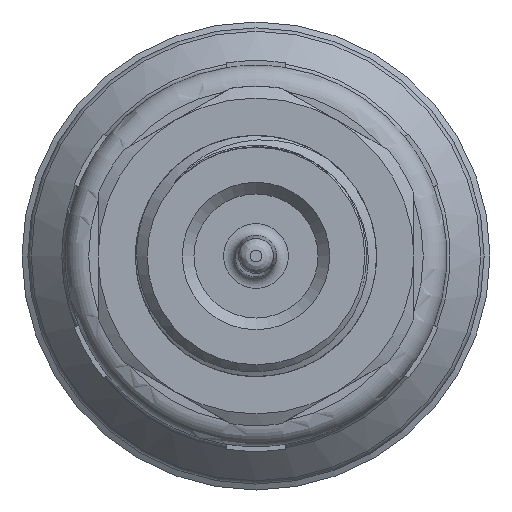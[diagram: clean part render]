
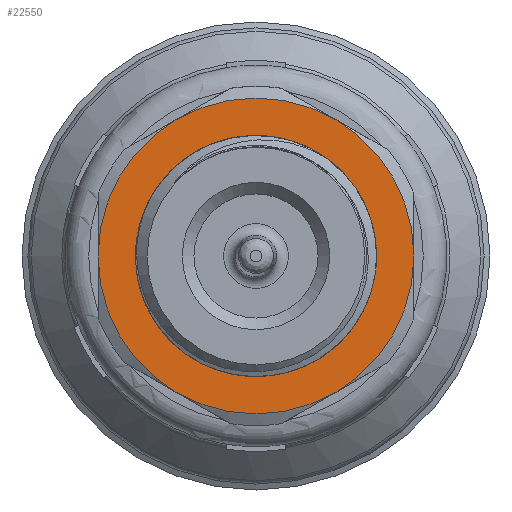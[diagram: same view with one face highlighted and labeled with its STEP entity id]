
A CAD part, front view. The second image highlights one B-rep face of the part: STEP entity #22550.
In plain terms, the highlighted planar face has unit normal (0, -1, 0).
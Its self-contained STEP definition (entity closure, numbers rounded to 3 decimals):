
#581=FACE_BOUND('',#2607,.T.);
#649=PLANE('',#24131);
#1225=FACE_OUTER_BOUND('',#2606,.T.);
#2606=EDGE_LOOP('',(#15082,#15083,#15084,#15085,#15086,#15087));
#2607=EDGE_LOOP('',(#15088));
#5079=CIRCLE('',#24127,9.6);
#5083=CIRCLE('',#24132,13.5);
#5084=CIRCLE('',#24133,13.5);
#5085=CIRCLE('',#24134,13.5);
#5086=CIRCLE('',#24135,13.5);
#5087=CIRCLE('',#24136,13.5);
#5088=CIRCLE('',#24137,13.5);
#9238=VERTEX_POINT('',#31997);
#9241=VERTEX_POINT('',#32005);
#9242=VERTEX_POINT('',#32006);
#9243=VERTEX_POINT('',#32008);
#9244=VERTEX_POINT('',#32010);
#9245=VERTEX_POINT('',#32012);
#9246=VERTEX_POINT('',#32014);
#11504=EDGE_CURVE('',#9238,#9238,#5079,.T.);
#11508=EDGE_CURVE('',#9241,#9242,#5083,.T.);
#11509=EDGE_CURVE('',#9242,#9243,#5084,.T.);
#11510=EDGE_CURVE('',#9243,#9244,#5085,.T.);
#11511=EDGE_CURVE('',#9244,#9245,#5086,.T.);
#11512=EDGE_CURVE('',#9245,#9246,#5087,.T.);
#11513=EDGE_CURVE('',#9246,#9241,#5088,.T.);
#15082=ORIENTED_EDGE('',*,*,#11508,.T.);
#15083=ORIENTED_EDGE('',*,*,#11509,.T.);
#15084=ORIENTED_EDGE('',*,*,#11510,.T.);
#15085=ORIENTED_EDGE('',*,*,#11511,.T.);
#15086=ORIENTED_EDGE('',*,*,#11512,.T.);
#15087=ORIENTED_EDGE('',*,*,#11513,.T.);
#15088=ORIENTED_EDGE('',*,*,#11504,.F.);
#22550=ADVANCED_FACE('',(#1225,#581),#649,.T.);
#24127=AXIS2_PLACEMENT_3D('',#31998,#26051,#26052);
#24131=AXIS2_PLACEMENT_3D('',#32004,#26059,#26060);
#24132=AXIS2_PLACEMENT_3D('',#32007,#26061,#26062);
#24133=AXIS2_PLACEMENT_3D('',#32009,#26063,#26064);
#24134=AXIS2_PLACEMENT_3D('',#32011,#26065,#26066);
#24135=AXIS2_PLACEMENT_3D('',#32013,#26067,#26068);
#24136=AXIS2_PLACEMENT_3D('',#32015,#26069,#26070);
#24137=AXIS2_PLACEMENT_3D('',#32016,#26071,#26072);
#26051=DIRECTION('center_axis',(0.,-1.,0.));
#26052=DIRECTION('ref_axis',(-1.,0.,0.));
#26059=DIRECTION('center_axis',(0.,-1.,0.));
#26060=DIRECTION('ref_axis',(0.,0.,-1.));
#26061=DIRECTION('center_axis',(0.,-1.,0.));
#26062=DIRECTION('ref_axis',(0.,0.,1.));
#26063=DIRECTION('center_axis',(0.,-1.,0.));
#26064=DIRECTION('ref_axis',(0.,0.,1.));
#26065=DIRECTION('center_axis',(0.,-1.,0.));
#26066=DIRECTION('ref_axis',(0.,0.,1.));
#26067=DIRECTION('center_axis',(0.,-1.,0.));
#26068=DIRECTION('ref_axis',(0.,0.,1.));
#26069=DIRECTION('center_axis',(0.,-1.,0.));
#26070=DIRECTION('ref_axis',(0.,0.,1.));
#26071=DIRECTION('center_axis',(0.,-1.,0.));
#26072=DIRECTION('ref_axis',(0.,0.,1.));
#31997=CARTESIAN_POINT('',(0.,7.8,9.6));
#31998=CARTESIAN_POINT('Origin',(0.,7.8,0.));
#32004=CARTESIAN_POINT('Origin',(9.1,7.8,0.));
#32005=CARTESIAN_POINT('',(-6.75,7.8,-11.691));
#32006=CARTESIAN_POINT('',(6.75,7.8,-11.691));
#32007=CARTESIAN_POINT('Origin',(0.,7.8,0.));
#32008=CARTESIAN_POINT('',(13.5,7.8,0.));
#32009=CARTESIAN_POINT('Origin',(0.,7.8,0.));
#32010=CARTESIAN_POINT('',(6.75,7.8,11.691));
#32011=CARTESIAN_POINT('Origin',(0.,7.8,0.));
#32012=CARTESIAN_POINT('',(-6.75,7.8,11.691));
#32013=CARTESIAN_POINT('Origin',(0.,7.8,0.));
#32014=CARTESIAN_POINT('',(-13.5,7.8,0.));
#32015=CARTESIAN_POINT('Origin',(0.,7.8,0.));
#32016=CARTESIAN_POINT('Origin',(0.,7.8,0.));
